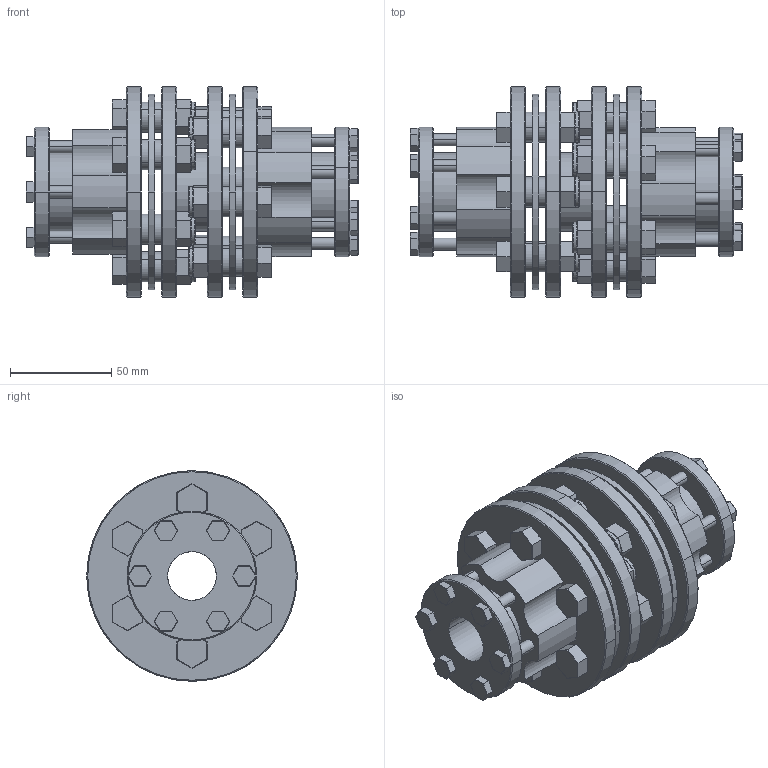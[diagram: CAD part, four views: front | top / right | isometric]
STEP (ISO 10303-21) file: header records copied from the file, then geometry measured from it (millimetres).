
FILE_DESCRIPTION (( 'STEP AP203' ), '1' );
FILE_NAME ('CL9-104_Double.step', '2011-08-10T07:34:10', ( '' ), ( '' ), 'SwSTEP 2.0', 'SolidWorks 2010', '' );
FILE_SCHEMA (( 'CONFIG_CONTROL_DESIGN' ));
Length unit declared in the file: millimetre
Products named in the file (1): CL9-104_Double
Bounding box: 164 x 104 x 104 mm (x, y, z)
Volume: 548318.1 mm3; surface area: 154769.4 mm2
Topology: 5 solids, 5 shells, 976 faces, 2486 edges, 1416 vertices
Faces by surface type: plane 402, cylinder 302, bspline 136, torus 112, cone 24
Entity records: 37541 total; most frequent: CARTESIAN_POINT 15293, ORIENTED_EDGE 4716, DIRECTION 4488, EDGE_CURVE 2358, AXIS2_PLACEMENT_3D 1605, VERTEX_POINT 1416, LINE 1278, VECTOR 1278
